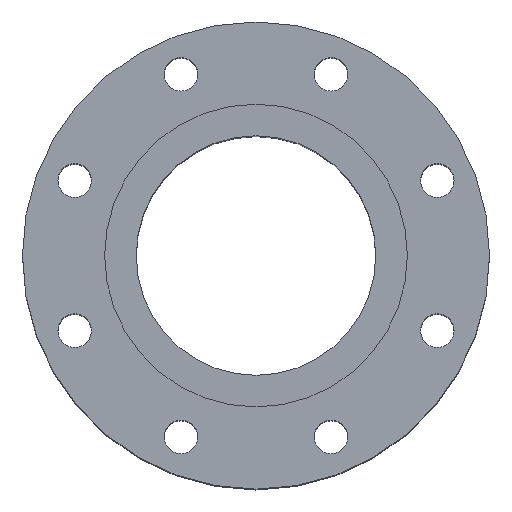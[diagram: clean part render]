
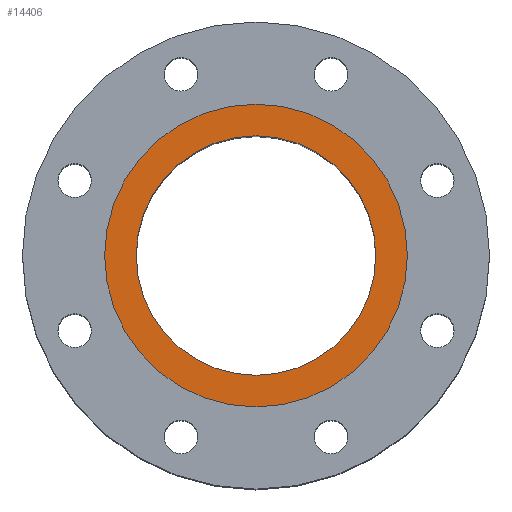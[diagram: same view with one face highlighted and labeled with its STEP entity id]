
A CAD part, top view. The second image highlights one B-rep face of the part: STEP entity #14406.
In plain terms, the highlighted planar face has unit normal (0, 0, 1).
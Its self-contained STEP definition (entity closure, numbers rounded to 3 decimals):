
#194 = CIRCLE ( 'NONE', #16446, 81. ) ;
#656 = DIRECTION ( 'NONE',  ( -1., 0., 0. ) ) ;
#1674 = DIRECTION ( 'NONE',  ( 1., 0., 0. ) ) ;
#1712 = AXIS2_PLACEMENT_3D ( 'NONE', #22386, #4249, #11365 ) ;
#2946 = CARTESIAN_POINT ( 'NONE',  ( -64.1, 0., 0. ) ) ;
#3032 = CARTESIAN_POINT ( 'NONE',  ( 0., 0., 0. ) ) ;
#3510 = EDGE_CURVE ( 'NONE', #23529, #20455, #21656, .T. ) ;
#3613 = DIRECTION ( 'NONE',  ( 1., 0., 0. ) ) ;
#4249 = DIRECTION ( 'NONE',  ( 0., 0., 1. ) ) ;
#6932 = CARTESIAN_POINT ( 'NONE',  ( -81., 0., 0. ) ) ;
#7182 = FACE_BOUND ( 'NONE', #12172, .T. ) ;
#7561 = EDGE_LOOP ( 'NONE', ( #12975, #19632 ) ) ;
#8069 = DIRECTION ( 'NONE',  ( 0., 0., 1. ) ) ;
#8450 = CARTESIAN_POINT ( 'NONE',  ( 0., 0., 0. ) ) ;
#8724 = DIRECTION ( 'NONE',  ( 1., 0., 0. ) ) ;
#8733 = EDGE_CURVE ( 'NONE', #20925, #17902, #194, .T. ) ;
#9064 = PLANE ( 'NONE',  #27838 ) ;
#9318 = CARTESIAN_POINT ( 'NONE',  ( 64.1, 0., 0. ) ) ;
#9713 = DIRECTION ( 'NONE',  ( 0., 0., 1. ) ) ;
#10711 = AXIS2_PLACEMENT_3D ( 'NONE', #8450, #15128, #8724 ) ;
#11365 = DIRECTION ( 'NONE',  ( 1., 0., 0. ) ) ;
#12172 = EDGE_LOOP ( 'NONE', ( #27371, #14978 ) ) ;
#12975 = ORIENTED_EDGE ( 'NONE', *, *, #18871, .T. ) ;
#13576 = FACE_OUTER_BOUND ( 'NONE', #7561, .T. ) ;
#14406 = ADVANCED_FACE ( 'NONE', ( #7182, #13576 ), #9064, .F. ) ;
#14978 = ORIENTED_EDGE ( 'NONE', *, *, #3510, .F. ) ;
#15128 = DIRECTION ( 'NONE',  ( 0., 0., 1. ) ) ;
#16446 = AXIS2_PLACEMENT_3D ( 'NONE', #3032, #9713, #3613 ) ;
#16554 = AXIS2_PLACEMENT_3D ( 'NONE', #18958, #8069, #1674 ) ;
#17902 = VERTEX_POINT ( 'NONE', #23380 ) ;
#18871 = EDGE_CURVE ( 'NONE', #17902, #20925, #19511, .T. ) ;
#18958 = CARTESIAN_POINT ( 'NONE',  ( 0., 0., 0. ) ) ;
#19511 = CIRCLE ( 'NONE', #10711, 81. ) ;
#19632 = ORIENTED_EDGE ( 'NONE', *, *, #8733, .T. ) ;
#20455 = VERTEX_POINT ( 'NONE', #9318 ) ;
#20925 = VERTEX_POINT ( 'NONE', #6932 ) ;
#21105 = EDGE_CURVE ( 'NONE', #20455, #23529, #26724, .T. ) ;
#21656 = CIRCLE ( 'NONE', #16554, 64.1 ) ;
#22386 = CARTESIAN_POINT ( 'NONE',  ( 0., 0., 0. ) ) ;
#22419 = DIRECTION ( 'NONE',  ( 0., 0., -1. ) ) ;
#23380 = CARTESIAN_POINT ( 'NONE',  ( 81., 0., 0. ) ) ;
#23529 = VERTEX_POINT ( 'NONE', #2946 ) ;
#24898 = CARTESIAN_POINT ( 'NONE',  ( 0., 81., 0. ) ) ;
#26724 = CIRCLE ( 'NONE', #1712, 64.1 ) ;
#27371 = ORIENTED_EDGE ( 'NONE', *, *, #21105, .F. ) ;
#27838 = AXIS2_PLACEMENT_3D ( 'NONE', #24898, #22419, #656 ) ;
